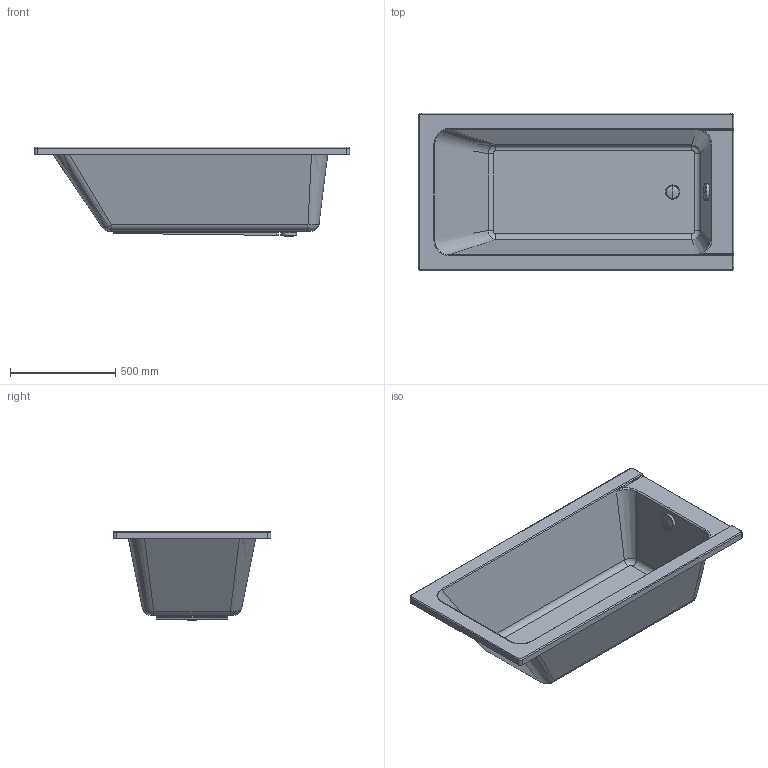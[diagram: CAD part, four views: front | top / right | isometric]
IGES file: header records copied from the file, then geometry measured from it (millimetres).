
Global section: file name: No Iges File Name specified; native system: Autodesk Inventor 2011; preprocessor: AutoDesk Inventor Iges Exporter R2011; author: Administrator; date: 20121011.140542; units: millimetre
Bounding box: 1500 x 750 x 427 mm (x, y, z)
Volume: 26894012.5 mm3; surface area: 4482408.8 mm2
Topology: 4 solids, 5 shells, 182 faces, 442 edges, 268 vertices
Faces by surface type: plane 47, cylinder 42, bspline 42, revolution 29, torus 18, sphere 2, cone 2
